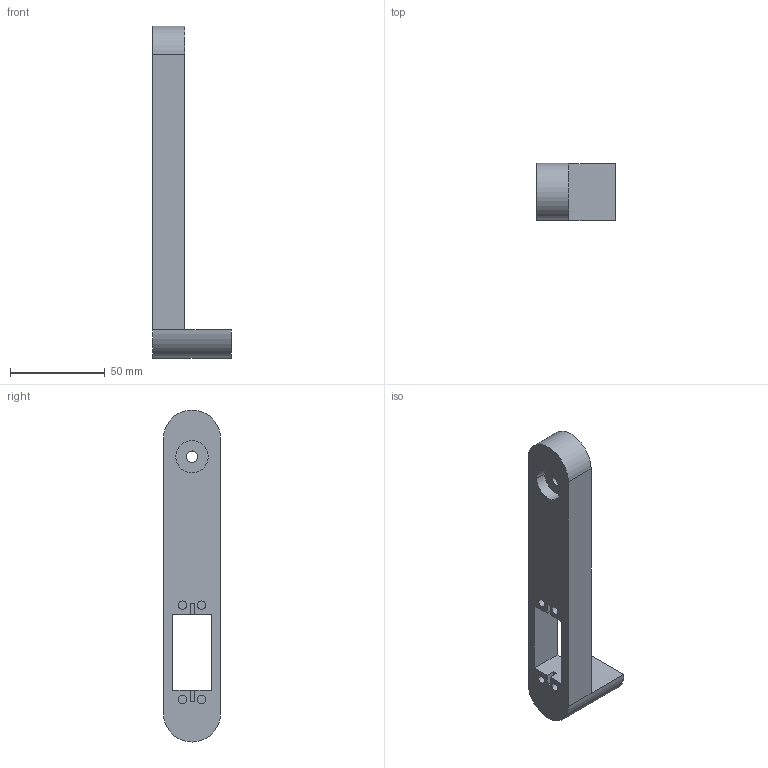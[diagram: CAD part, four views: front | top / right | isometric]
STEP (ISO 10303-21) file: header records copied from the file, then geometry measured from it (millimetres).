
FILE_DESCRIPTION((''),'2;1');
FILE_NAME('OUTER_FEMUR','2023-06-22T10:32:34',('Lenovo'),(''),'CREO PARAMETRIC BY PTC INC, 2022073','CREO PARAMETRIC BY PTC INC, 2022073','');
FILE_SCHEMA(('CONFIG_CONTROL_DESIGN'));
Length unit declared in the file: millimetre
Products named in the file (1): OUTER_FEMUR
Bounding box: 41.5 x 30 x 174.99 mm (x, y, z)
Volume: 76644.1 mm3; surface area: 20983.4 mm2
Topology: 1 solids, 1 shells, 49 faces, 112 edges, 74 vertices
Faces by surface type: plane 27, cylinder 22
Entity records: 1440 total; most frequent: DIRECTION 254, CARTESIAN_POINT 235, ORIENTED_EDGE 224, EDGE_CURVE 112, AXIS2_PLACEMENT_3D 93, VERTEX_POINT 74, VECTOR 68, LINE 68
